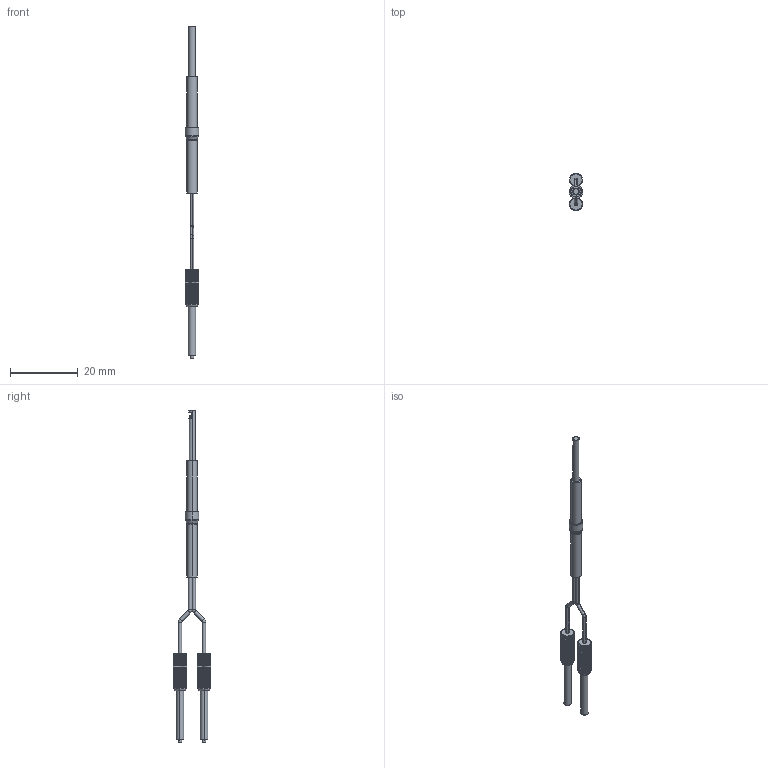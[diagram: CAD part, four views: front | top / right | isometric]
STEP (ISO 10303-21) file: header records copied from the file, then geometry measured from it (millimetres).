
FILE_DESCRIPTION (( 'STEP AP214' ), '1' );
FILE_NAME ('FOACAMPD32SQ_3D.step', '2023-07-19T19:40:09', ( '' ), ( '' ), 'SwSTEP 2.0', 'SolidWorks 2022', '' );
FILE_SCHEMA (( 'AUTOMOTIVE_DESIGN' ));
Length unit declared in the file: inch
Products named in the file (4): ____-____2_3__2_1^FOACAMPD32SQ; FOACAMPD32SQ_3D; ____-____3_1_1^FOACAMPD32SQ; ____-____5_5_1^FOACAMPD32SQ
Assembly tree (4 placements, depth 2):
  FOACAMPD32SQ_3D
    ____-____2_3__2_1^FOACAMPD32SQ  x2
    ____-____3_1_1^FOACAMPD32SQ
    ____-____5_5_1^FOACAMPD32SQ
Bounding box: 4 x 11.1 x 98.11 mm (x, y, z)
Volume: 635.4 mm3; surface area: 1491.2 mm2
Topology: 4 solids, 4 shells, 299 faces, 811 edges, 530 vertices
Faces by surface type: plane 226, cylinder 45, torus 16, bspline 8, cone 4
Entity records: 5738 total; most frequent: CARTESIAN_POINT 1224, DIRECTION 937, ORIENTED_EDGE 900, EDGE_CURVE 450, AXIS2_PLACEMENT_3D 326, VERTEX_POINT 292, VECTOR 285, LINE 285
